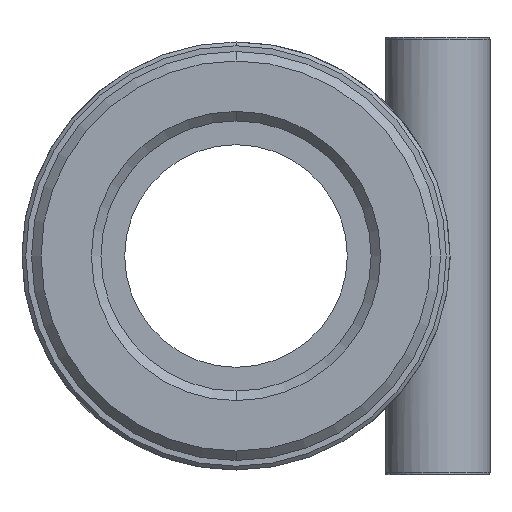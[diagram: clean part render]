
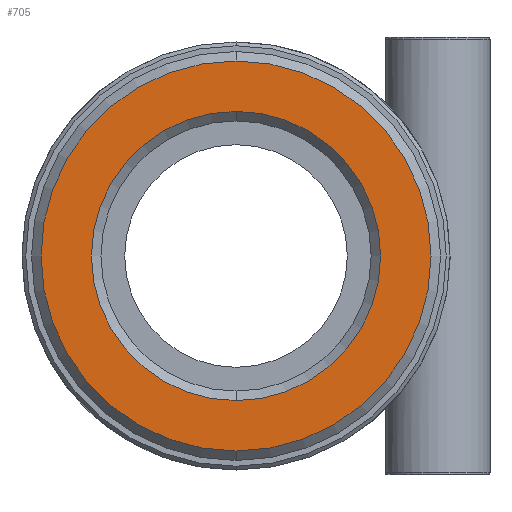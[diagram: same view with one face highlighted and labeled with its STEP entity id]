
A CAD part, front view. The second image highlights one B-rep face of the part: STEP entity #705.
In plain terms, the highlighted planar face has unit normal (0, -1, 0).
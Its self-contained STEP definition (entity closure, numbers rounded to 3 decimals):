
#61 = CARTESIAN_POINT ( 'NONE',  ( 0., -24., 10.25 ) ) ;
#332 = CARTESIAN_POINT ( 'NONE',  ( 0., -24., -10.25 ) ) ;
#580 = VERTEX_POINT ( 'NONE', #61 ) ;
#605 = DIRECTION ( 'NONE',  ( 0., 1., 0. ) ) ;
#682 = EDGE_LOOP ( 'NONE', ( #3975, #2835 ) ) ;
#705 = ADVANCED_FACE ( 'NONE', ( #924, #1268 ), #2171, .F. ) ;
#878 = CARTESIAN_POINT ( 'NONE',  ( 0., -24., 0. ) ) ;
#924 = FACE_BOUND ( 'NONE', #2777, .T. ) ;
#964 = AXIS2_PLACEMENT_3D ( 'NONE', #3185, #605, #4147 ) ;
#1033 = EDGE_CURVE ( 'NONE', #3556, #3646, #2955, .T. ) ;
#1038 = CARTESIAN_POINT ( 'NONE',  ( 0., -24., 0. ) ) ;
#1268 = FACE_OUTER_BOUND ( 'NONE', #682, .T. ) ;
#1322 = CIRCLE ( 'NONE', #4138, 10.25 ) ;
#1434 = DIRECTION ( 'NONE',  ( 0., 1., 0. ) ) ;
#1547 = CARTESIAN_POINT ( 'NONE',  ( 10.25, -24., 0. ) ) ;
#1609 = AXIS2_PLACEMENT_3D ( 'NONE', #878, #2786, #4110 ) ;
#2053 = DIRECTION ( 'NONE',  ( 0., 0., -1. ) ) ;
#2171 = PLANE ( 'NONE',  #2292 ) ;
#2201 = DIRECTION ( 'NONE',  ( 0., 0., -1. ) ) ;
#2292 = AXIS2_PLACEMENT_3D ( 'NONE', #1547, #2819, #2201 ) ;
#2329 = CARTESIAN_POINT ( 'NONE',  ( 0., -24., -7.6 ) ) ;
#2777 = EDGE_LOOP ( 'NONE', ( #3166, #2886 ) ) ;
#2786 = DIRECTION ( 'NONE',  ( 0., 1., 0. ) ) ;
#2804 = CIRCLE ( 'NONE', #1609, 7.6 ) ;
#2819 = DIRECTION ( 'NONE',  ( 0., 1., 0. ) ) ;
#2835 = ORIENTED_EDGE ( 'NONE', *, *, #3036, .F. ) ;
#2886 = ORIENTED_EDGE ( 'NONE', *, *, #3195, .T. ) ;
#2955 = CIRCLE ( 'NONE', #3045, 7.6 ) ;
#3036 = EDGE_CURVE ( 'NONE', #580, #3535, #1322, .T. ) ;
#3045 = AXIS2_PLACEMENT_3D ( 'NONE', #1038, #4019, #2053 ) ;
#3166 = ORIENTED_EDGE ( 'NONE', *, *, #1033, .T. ) ;
#3185 = CARTESIAN_POINT ( 'NONE',  ( 0., -24., 0. ) ) ;
#3195 = EDGE_CURVE ( 'NONE', #3646, #3556, #2804, .T. ) ;
#3252 = EDGE_CURVE ( 'NONE', #3535, #580, #3981, .T. ) ;
#3384 = DIRECTION ( 'NONE',  ( 0., 0., -1. ) ) ;
#3394 = CARTESIAN_POINT ( 'NONE',  ( 0., -24., 0. ) ) ;
#3535 = VERTEX_POINT ( 'NONE', #332 ) ;
#3556 = VERTEX_POINT ( 'NONE', #3895 ) ;
#3646 = VERTEX_POINT ( 'NONE', #2329 ) ;
#3895 = CARTESIAN_POINT ( 'NONE',  ( 0., -24., 7.6 ) ) ;
#3975 = ORIENTED_EDGE ( 'NONE', *, *, #3252, .F. ) ;
#3981 = CIRCLE ( 'NONE', #964, 10.25 ) ;
#4019 = DIRECTION ( 'NONE',  ( 0., 1., 0. ) ) ;
#4110 = DIRECTION ( 'NONE',  ( 0., 0., -1. ) ) ;
#4138 = AXIS2_PLACEMENT_3D ( 'NONE', #3394, #1434, #3384 ) ;
#4147 = DIRECTION ( 'NONE',  ( 0., 0., -1. ) ) ;
